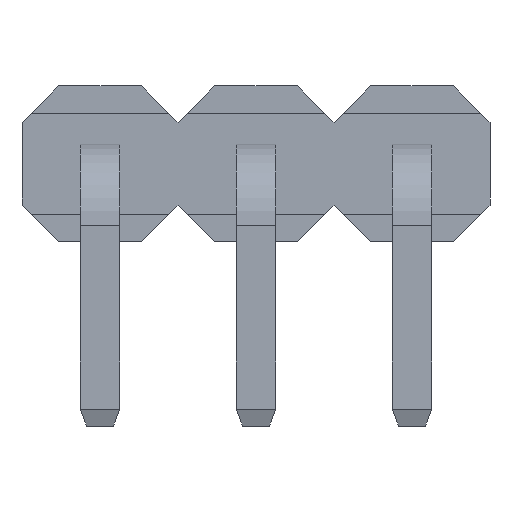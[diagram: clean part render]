
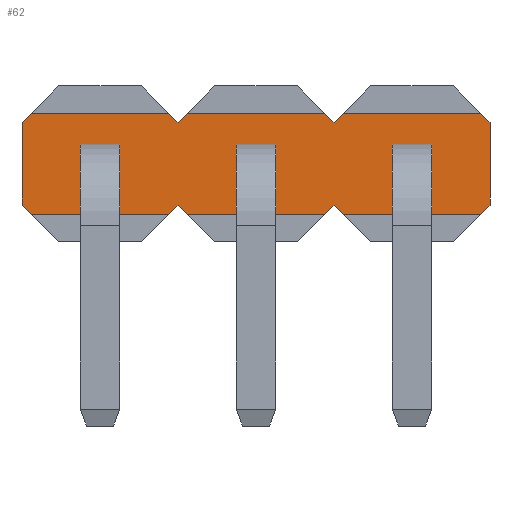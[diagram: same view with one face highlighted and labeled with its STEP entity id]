
A CAD part, front view. The second image highlights one B-rep face of the part: STEP entity #62.
In plain terms, the highlighted planar face has unit normal (0, -1, 0).
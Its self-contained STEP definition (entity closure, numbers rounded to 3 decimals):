
#62=ADVANCED_FACE('',(#966,#968,#970,#972),#974,.T.);
#966=FACE_BOUND('',#967,.T.);
#967=EDGE_LOOP('',(#1697,#1698,#1699,#1700,#1701,#1702,#1703,#1704,#1705,#1706,#1707,
#1708,#1709,#1710,#1711,#1712,#1713,#1714,#1715,#1716));
#968=FACE_BOUND('',#969,.T.);
#969=EDGE_LOOP('',(#1717,#1718,#1719,#1720));
#970=FACE_BOUND('',#971,.T.);
#971=EDGE_LOOP('',(#1721,#1722,#1723,#1724));
#972=FACE_BOUND('',#973,.T.);
#973=EDGE_LOOP('',(#1725,#1726,#1727,#1728));
#974=PLANE('',#975);
#975=AXIS2_PLACEMENT_3D('',#976,#977,#978);
#976=CARTESIAN_POINT('',(5.08,2.24,0.));
#977=DIRECTION('',(0.,-1.,-0.));
#978=DIRECTION('',(1.,0.,0.));
#1697=ORIENTED_EDGE('',*,*,#2201,.F.);
#1698=ORIENTED_EDGE('',*,*,#2202,.T.);
#1699=ORIENTED_EDGE('',*,*,#2203,.F.);
#1700=ORIENTED_EDGE('',*,*,#2204,.F.);
#1701=ORIENTED_EDGE('',*,*,#2205,.F.);
#1702=ORIENTED_EDGE('',*,*,#2206,.T.);
#1703=ORIENTED_EDGE('',*,*,#2207,.F.);
#1704=ORIENTED_EDGE('',*,*,#2208,.F.);
#1705=ORIENTED_EDGE('',*,*,#2209,.T.);
#1706=ORIENTED_EDGE('',*,*,#2210,.F.);
#1707=ORIENTED_EDGE('',*,*,#2211,.F.);
#1708=ORIENTED_EDGE('',*,*,#2212,.T.);
#1709=ORIENTED_EDGE('',*,*,#2213,.F.);
#1710=ORIENTED_EDGE('',*,*,#2214,.F.);
#1711=ORIENTED_EDGE('',*,*,#2215,.F.);
#1712=ORIENTED_EDGE('',*,*,#2216,.T.);
#1713=ORIENTED_EDGE('',*,*,#2217,.F.);
#1714=ORIENTED_EDGE('',*,*,#2218,.F.);
#1715=ORIENTED_EDGE('',*,*,#2219,.T.);
#1716=ORIENTED_EDGE('',*,*,#2220,.F.);
#1717=ORIENTED_EDGE('',*,*,#2221,.F.);
#1718=ORIENTED_EDGE('',*,*,#2222,.F.);
#1719=ORIENTED_EDGE('',*,*,#2223,.F.);
#1720=ORIENTED_EDGE('',*,*,#2224,.F.);
#1721=ORIENTED_EDGE('',*,*,#2225,.F.);
#1722=ORIENTED_EDGE('',*,*,#2226,.F.);
#1723=ORIENTED_EDGE('',*,*,#2227,.F.);
#1724=ORIENTED_EDGE('',*,*,#2228,.F.);
#1725=ORIENTED_EDGE('',*,*,#2229,.F.);
#1726=ORIENTED_EDGE('',*,*,#2230,.F.);
#1727=ORIENTED_EDGE('',*,*,#2231,.F.);
#1728=ORIENTED_EDGE('',*,*,#2232,.F.);
#2201=EDGE_CURVE('',#2485,#2486,#2487,.T.);
#2202=EDGE_CURVE('',#2485,#2488,#2489,.T.);
#2203=EDGE_CURVE('',#2490,#2488,#2491,.T.);
#2204=EDGE_CURVE('',#2492,#2490,#2493,.T.);
#2205=EDGE_CURVE('',#2494,#2492,#2495,.T.);
#2206=EDGE_CURVE('',#2494,#2496,#2497,.T.);
#2207=EDGE_CURVE('',#2498,#2496,#2499,.T.);
#2208=EDGE_CURVE('',#2500,#2498,#2501,.T.);
#2209=EDGE_CURVE('',#2500,#2502,#2503,.T.);
#2210=EDGE_CURVE('',#2504,#2502,#2505,.T.);
#2211=EDGE_CURVE('',#2506,#2504,#2507,.T.);
#2212=EDGE_CURVE('',#2506,#2508,#2509,.T.);
#2213=EDGE_CURVE('',#2510,#2508,#2511,.T.);
#2214=EDGE_CURVE('',#2512,#2510,#2513,.T.);
#2215=EDGE_CURVE('',#2514,#2512,#2515,.T.);
#2216=EDGE_CURVE('',#2514,#2516,#2517,.T.);
#2217=EDGE_CURVE('',#2518,#2516,#2519,.T.);
#2218=EDGE_CURVE('',#2520,#2518,#2521,.T.);
#2219=EDGE_CURVE('',#2520,#2522,#2523,.T.);
#2220=EDGE_CURVE('',#2486,#2522,#2524,.T.);
#2221=EDGE_CURVE('',#2525,#2526,#2527,.T.);
#2222=EDGE_CURVE('',#2528,#2525,#2529,.T.);
#2223=EDGE_CURVE('',#2530,#2528,#2531,.T.);
#2224=EDGE_CURVE('',#2526,#2530,#2532,.T.);
#2225=EDGE_CURVE('',#2533,#2534,#2535,.T.);
#2226=EDGE_CURVE('',#2536,#2533,#2537,.T.);
#2227=EDGE_CURVE('',#2538,#2536,#2539,.T.);
#2228=EDGE_CURVE('',#2534,#2538,#2540,.T.);
#2229=EDGE_CURVE('',#2541,#2542,#2543,.T.);
#2230=EDGE_CURVE('',#2544,#2541,#2545,.T.);
#2231=EDGE_CURVE('',#2546,#2544,#2547,.T.);
#2232=EDGE_CURVE('',#2542,#2546,#2548,.T.);
#2485=VERTEX_POINT('',#2961);
#2486=VERTEX_POINT('',#2962);
#2487=LINE('',#2963,#2964);
#2488=VERTEX_POINT('',#2966);
#2489=LINE('',#2967,#2968);
#2490=VERTEX_POINT('',#2970);
#2491=LINE('',#2971,#2972);
#2492=VERTEX_POINT('',#2974);
#2493=LINE('',#2975,#2976);
#2494=VERTEX_POINT('',#2978);
#2495=LINE('',#2979,#2980);
#2496=VERTEX_POINT('',#2982);
#2497=LINE('',#2983,#2984);
#2498=VERTEX_POINT('',#2986);
#2499=LINE('',#2987,#2988);
#2500=VERTEX_POINT('',#2990);
#2501=LINE('',#2991,#2992);
#2502=VERTEX_POINT('',#2994);
#2503=LINE('',#2995,#2996);
#2504=VERTEX_POINT('',#2998);
#2505=LINE('',#2999,#3000);
#2506=VERTEX_POINT('',#3002);
#2507=LINE('',#3003,#3004);
#2508=VERTEX_POINT('',#3006);
#2509=LINE('',#3007,#3008);
#2510=VERTEX_POINT('',#3010);
#2511=LINE('',#3011,#3012);
#2512=VERTEX_POINT('',#3014);
#2513=LINE('',#3015,#3016);
#2514=VERTEX_POINT('',#3018);
#2515=LINE('',#3019,#3020);
#2516=VERTEX_POINT('',#3022);
#2517=LINE('',#3023,#3024);
#2518=VERTEX_POINT('',#3026);
#2519=LINE('',#3027,#3028);
#2520=VERTEX_POINT('',#3030);
#2521=LINE('',#3031,#3032);
#2522=VERTEX_POINT('',#3034);
#2523=LINE('',#3035,#3036);
#2524=LINE('',#3038,#3039);
#2525=VERTEX_POINT('',#3041);
#2526=VERTEX_POINT('',#3042);
#2527=LINE('',#3043,#3044);
#2528=VERTEX_POINT('',#3046);
#2529=LINE('',#3047,#3048);
#2530=VERTEX_POINT('',#3050);
#2531=LINE('',#3051,#3052);
#2532=LINE('',#3054,#3055);
#2533=VERTEX_POINT('',#3057);
#2534=VERTEX_POINT('',#3058);
#2535=LINE('',#3059,#3060);
#2536=VERTEX_POINT('',#3062);
#2537=LINE('',#3063,#3064);
#2538=VERTEX_POINT('',#3066);
#2539=LINE('',#3067,#3068);
#2540=LINE('',#3070,#3071);
#2541=VERTEX_POINT('',#3073);
#2542=VERTEX_POINT('',#3074);
#2543=LINE('',#3075,#3076);
#2544=VERTEX_POINT('',#3078);
#2545=LINE('',#3079,#3080);
#2546=VERTEX_POINT('',#3082);
#2547=LINE('',#3083,#3084);
#2548=LINE('',#3086,#3087);
#2961=CARTESIAN_POINT('',(3.96,2.24,0.45));
#2962=CARTESIAN_POINT('',(3.81,2.24,0.6));
#2963=CARTESIAN_POINT('',(3.96,2.24,0.45));
#2964=VECTOR('',#2965,1.);
#2965=DIRECTION('',(-0.707,0.,0.707));
#2966=CARTESIAN_POINT('',(6.2,2.24,0.45));
#2967=CARTESIAN_POINT('',(3.96,2.24,0.45));
#2968=VECTOR('',#2969,1.);
#2969=DIRECTION('',(1.,0.,0.));
#2970=CARTESIAN_POINT('',(6.35,2.24,0.6));
#2971=CARTESIAN_POINT('',(6.35,2.24,0.6));
#2972=VECTOR('',#2973,1.);
#2973=DIRECTION('',(-0.707,0.,-0.707));
#2974=CARTESIAN_POINT('',(6.35,2.24,1.94));
#2975=CARTESIAN_POINT('',(6.35,2.24,1.94));
#2976=VECTOR('',#2977,1.);
#2977=DIRECTION('',(0.,0.,-1.));
#2978=CARTESIAN_POINT('',(6.2,2.24,2.09));
#2979=CARTESIAN_POINT('',(6.2,2.24,2.09));
#2980=VECTOR('',#2981,1.);
#2981=DIRECTION('',(0.707,0.,-0.707));
#2982=CARTESIAN_POINT('',(3.96,2.24,2.09));
#2983=CARTESIAN_POINT('',(6.2,2.24,2.09));
#2984=VECTOR('',#2985,1.);
#2985=DIRECTION('',(-1.,0.,0.));
#2986=CARTESIAN_POINT('',(3.81,2.24,1.94));
#2987=CARTESIAN_POINT('',(3.81,2.24,1.94));
#2988=VECTOR('',#2989,1.);
#2989=DIRECTION('',(0.707,0.,0.707));
#2990=CARTESIAN_POINT('',(3.66,2.24,2.09));
#2991=CARTESIAN_POINT('',(3.66,2.24,2.09));
#2992=VECTOR('',#2993,1.);
#2993=DIRECTION('',(0.707,0.,-0.707));
#2994=CARTESIAN_POINT('',(1.42,2.24,2.09));
#2995=CARTESIAN_POINT('',(3.66,2.24,2.09));
#2996=VECTOR('',#2997,1.);
#2997=DIRECTION('',(-1.,0.,0.));
#2998=CARTESIAN_POINT('',(1.27,2.24,1.94));
#2999=CARTESIAN_POINT('',(1.27,2.24,1.94));
#3000=VECTOR('',#3001,1.);
#3001=DIRECTION('',(0.707,0.,0.707));
#3002=CARTESIAN_POINT('',(1.12,2.24,2.09));
#3003=CARTESIAN_POINT('',(1.12,2.24,2.09));
#3004=VECTOR('',#3005,1.);
#3005=DIRECTION('',(0.707,0.,-0.707));
#3006=CARTESIAN_POINT('',(-1.12,2.24,2.09));
#3007=CARTESIAN_POINT('',(1.12,2.24,2.09));
#3008=VECTOR('',#3009,1.);
#3009=DIRECTION('',(-1.,0.,0.));
#3010=CARTESIAN_POINT('',(-1.27,2.24,1.94));
#3011=CARTESIAN_POINT('',(-1.27,2.24,1.94));
#3012=VECTOR('',#3013,1.);
#3013=DIRECTION('',(0.707,0.,0.707));
#3014=CARTESIAN_POINT('',(-1.27,2.24,0.6));
#3015=CARTESIAN_POINT('',(-1.27,2.24,0.6));
#3016=VECTOR('',#3017,1.);
#3017=DIRECTION('',(0.,0.,1.));
#3018=CARTESIAN_POINT('',(-1.12,2.24,0.45));
#3019=CARTESIAN_POINT('',(-1.12,2.24,0.45));
#3020=VECTOR('',#3021,1.);
#3021=DIRECTION('',(-0.707,0.,0.707));
#3022=CARTESIAN_POINT('',(1.12,2.24,0.45));
#3023=CARTESIAN_POINT('',(-1.12,2.24,0.45));
#3024=VECTOR('',#3025,1.);
#3025=DIRECTION('',(1.,0.,0.));
#3026=CARTESIAN_POINT('',(1.27,2.24,0.6));
#3027=CARTESIAN_POINT('',(1.27,2.24,0.6));
#3028=VECTOR('',#3029,1.);
#3029=DIRECTION('',(-0.707,0.,-0.707));
#3030=CARTESIAN_POINT('',(1.42,2.24,0.45));
#3031=CARTESIAN_POINT('',(1.42,2.24,0.45));
#3032=VECTOR('',#3033,1.);
#3033=DIRECTION('',(-0.707,0.,0.707));
#3034=CARTESIAN_POINT('',(3.66,2.24,0.45));
#3035=CARTESIAN_POINT('',(1.42,2.24,0.45));
#3036=VECTOR('',#3037,1.);
#3037=DIRECTION('',(1.,0.,0.));
#3038=CARTESIAN_POINT('',(3.81,2.24,0.6));
#3039=VECTOR('',#3040,1.);
#3040=DIRECTION('',(-0.707,0.,-0.707));
#3041=CARTESIAN_POINT('',(2.22,2.24,1.59));
#3042=CARTESIAN_POINT('',(2.22,2.24,0.95));
#3043=CARTESIAN_POINT('',(2.22,2.24,1.59));
#3044=VECTOR('',#3045,1.);
#3045=DIRECTION('',(0.,0.,-1.));
#3046=CARTESIAN_POINT('',(2.86,2.24,1.59));
#3047=CARTESIAN_POINT('',(2.86,2.24,1.59));
#3048=VECTOR('',#3049,1.);
#3049=DIRECTION('',(-1.,0.,0.));
#3050=CARTESIAN_POINT('',(2.86,2.24,0.95));
#3051=CARTESIAN_POINT('',(2.86,2.24,0.95));
#3052=VECTOR('',#3053,1.);
#3053=DIRECTION('',(0.,0.,1.));
#3054=CARTESIAN_POINT('',(2.22,2.24,0.95));
#3055=VECTOR('',#3056,1.);
#3056=DIRECTION('',(1.,0.,0.));
#3057=CARTESIAN_POINT('',(4.76,2.24,1.59));
#3058=CARTESIAN_POINT('',(4.76,2.24,0.95));
#3059=CARTESIAN_POINT('',(4.76,2.24,1.59));
#3060=VECTOR('',#3061,1.);
#3061=DIRECTION('',(0.,0.,-1.));
#3062=CARTESIAN_POINT('',(5.4,2.24,1.59));
#3063=CARTESIAN_POINT('',(5.4,2.24,1.59));
#3064=VECTOR('',#3065,1.);
#3065=DIRECTION('',(-1.,0.,0.));
#3066=CARTESIAN_POINT('',(5.4,2.24,0.95));
#3067=CARTESIAN_POINT('',(5.4,2.24,0.95));
#3068=VECTOR('',#3069,1.);
#3069=DIRECTION('',(0.,0.,1.));
#3070=CARTESIAN_POINT('',(4.76,2.24,0.95));
#3071=VECTOR('',#3072,1.);
#3072=DIRECTION('',(1.,0.,0.));
#3073=CARTESIAN_POINT('',(-0.32,2.24,1.59));
#3074=CARTESIAN_POINT('',(-0.32,2.24,0.95));
#3075=CARTESIAN_POINT('',(-0.32,2.24,1.59));
#3076=VECTOR('',#3077,1.);
#3077=DIRECTION('',(0.,0.,-1.));
#3078=CARTESIAN_POINT('',(0.32,2.24,1.59));
#3079=CARTESIAN_POINT('',(0.32,2.24,1.59));
#3080=VECTOR('',#3081,1.);
#3081=DIRECTION('',(-1.,0.,0.));
#3082=CARTESIAN_POINT('',(0.32,2.24,0.95));
#3083=CARTESIAN_POINT('',(0.32,2.24,0.95));
#3084=VECTOR('',#3085,1.);
#3085=DIRECTION('',(0.,0.,1.));
#3086=CARTESIAN_POINT('',(-0.32,2.24,0.95));
#3087=VECTOR('',#3088,1.);
#3088=DIRECTION('',(1.,0.,0.));
